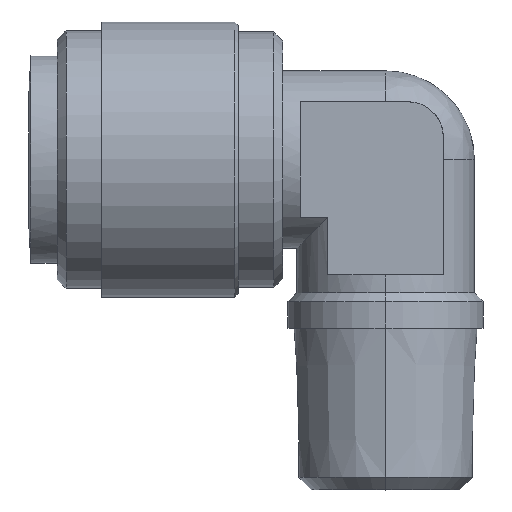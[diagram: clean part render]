
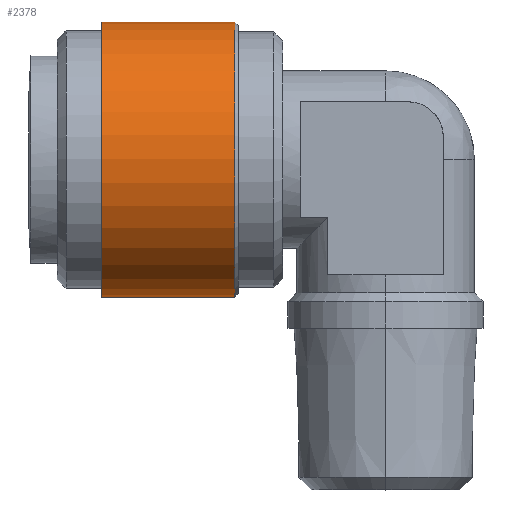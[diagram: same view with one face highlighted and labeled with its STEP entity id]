
A CAD part, top view. The second image highlights one B-rep face of the part: STEP entity #2378.
In plain terms, the highlighted cylindrical face has radius 7.75 mm (diameter 15.5 mm), a partial arc.
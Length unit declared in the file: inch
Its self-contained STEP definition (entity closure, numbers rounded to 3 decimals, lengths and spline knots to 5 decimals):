
#217 = EDGE_CURVE ( 'NONE', #1265, #1692, #1615, .T. ) ;
#392 = CARTESIAN_POINT ( 'NONE',  ( -0.62992, 0.73228, 0. ) ) ;
#419 = DIRECTION ( 'NONE',  ( -1., 0., 0. ) ) ;
#580 = CARTESIAN_POINT ( 'NONE',  ( -0.48228, 0.42717, 0. ) ) ;
#597 = ORIENTED_EDGE ( 'NONE', *, *, #2296, .F. ) ;
#609 = DIRECTION ( 'NONE',  ( 0., 1., 0. ) ) ;
#692 = ORIENTED_EDGE ( 'NONE', *, *, #217, .T. ) ;
#704 = EDGE_CURVE ( 'NONE', #1592, #2108, #1022, .T. ) ;
#711 = DIRECTION ( 'NONE',  ( 1., 0., 0. ) ) ;
#719 = DIRECTION ( 'NONE',  ( 0., 1., 0. ) ) ;
#1004 = DIRECTION ( 'NONE',  ( 1., 0., 0. ) ) ;
#1022 = CIRCLE ( 'NONE', #1663, 0.30512 ) ;
#1046 = LINE ( 'NONE', #1578, #2098 ) ;
#1105 = CARTESIAN_POINT ( 'NONE',  ( -0.33465, 1.0374, 0. ) ) ;
#1265 = VERTEX_POINT ( 'NONE', #1426 ) ;
#1374 = CARTESIAN_POINT ( 'NONE',  ( -0.62992, 0.42717, 0. ) ) ;
#1395 = ORIENTED_EDGE ( 'NONE', *, *, #704, .T. ) ;
#1426 = CARTESIAN_POINT ( 'NONE',  ( -0.62992, 1.0374, 0. ) ) ;
#1578 = CARTESIAN_POINT ( 'NONE',  ( -0.48228, 1.0374, 0. ) ) ;
#1592 = VERTEX_POINT ( 'NONE', #2581 ) ;
#1615 = CIRCLE ( 'NONE', #2600, 0.30512 ) ;
#1663 = AXIS2_PLACEMENT_3D ( 'NONE', #1684, #419, #1900 ) ;
#1684 = CARTESIAN_POINT ( 'NONE',  ( -0.33465, 0.73228, 0. ) ) ;
#1692 = VERTEX_POINT ( 'NONE', #1374 ) ;
#1776 = VECTOR ( 'NONE', #1004, 39.37008 ) ;
#1798 = DIRECTION ( 'NONE',  ( 1., 0., 0. ) ) ;
#1834 = EDGE_CURVE ( 'NONE', #1692, #1592, #2323, .T. ) ;
#1876 = DIRECTION ( 'NONE',  ( 1., 0., 0. ) ) ;
#1900 = DIRECTION ( 'NONE',  ( 0., 1., 0. ) ) ;
#1985 = CARTESIAN_POINT ( 'NONE',  ( -0.48228, 0.73228, 0. ) ) ;
#2098 = VECTOR ( 'NONE', #1798, 39.37008 ) ;
#2108 = VERTEX_POINT ( 'NONE', #1105 ) ;
#2288 = ORIENTED_EDGE ( 'NONE', *, *, #1834, .T. ) ;
#2296 = EDGE_CURVE ( 'NONE', #1265, #2108, #1046, .T. ) ;
#2323 = LINE ( 'NONE', #580, #1776 ) ;
#2378 = ADVANCED_FACE ( 'NONE', ( #2587 ), #2519, .T. ) ;
#2509 = AXIS2_PLACEMENT_3D ( 'NONE', #1985, #711, #719 ) ;
#2519 = CYLINDRICAL_SURFACE ( 'NONE', #2509, 0.30512 ) ;
#2581 = CARTESIAN_POINT ( 'NONE',  ( -0.33465, 0.42717, 0. ) ) ;
#2587 = FACE_OUTER_BOUND ( 'NONE', #2598, .T. ) ;
#2598 = EDGE_LOOP ( 'NONE', ( #692, #2288, #1395, #597 ) ) ;
#2600 = AXIS2_PLACEMENT_3D ( 'NONE', #392, #1876, #609 ) ;
